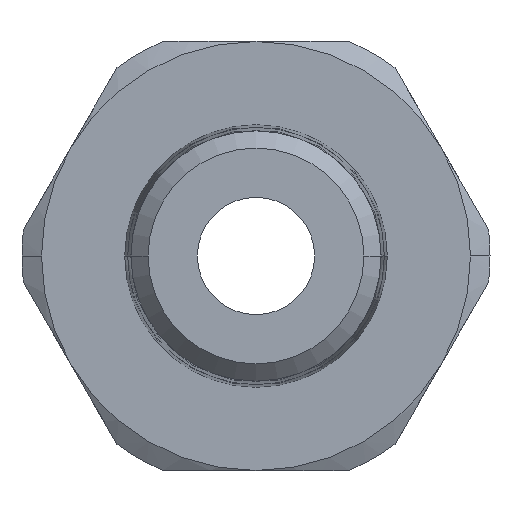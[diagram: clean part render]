
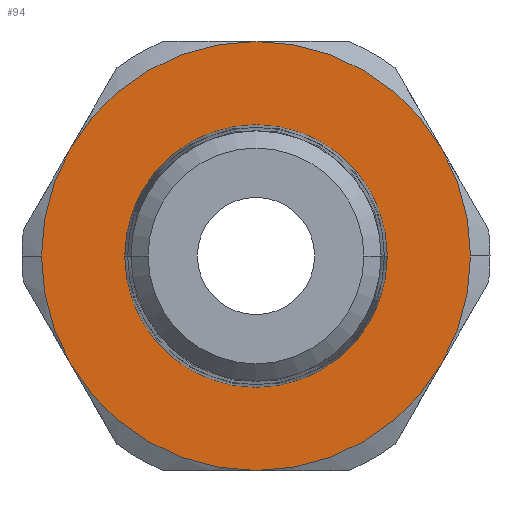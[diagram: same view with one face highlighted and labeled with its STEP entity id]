
A CAD part, front view. The second image highlights one B-rep face of the part: STEP entity #94.
In plain terms, the highlighted planar face has unit normal (0, -1, 0).
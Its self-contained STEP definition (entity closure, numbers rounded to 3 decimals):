
#94=ADVANCED_FACE('',(#211,#212),#213,.T.);
#211=FACE_BOUND('',#346,.T.);
#212=FACE_OUTER_BOUND('',#347,.T.);
#213=PLANE('',#348);
#346=EDGE_LOOP('',(#722,#723));
#347=EDGE_LOOP('',(#724,#725,#726,#727,#728,#729,#730,#731));
#348=AXIS2_PLACEMENT_3D('',#732,#733,#734);
#722=ORIENTED_EDGE('',*,*,#887,.T.);
#723=ORIENTED_EDGE('',*,*,#916,.T.);
#724=ORIENTED_EDGE('',*,*,#958,.F.);
#725=ORIENTED_EDGE('',*,*,#955,.F.);
#726=ORIENTED_EDGE('',*,*,#952,.F.);
#727=ORIENTED_EDGE('',*,*,#949,.F.);
#728=ORIENTED_EDGE('',*,*,#879,.F.);
#729=ORIENTED_EDGE('',*,*,#947,.F.);
#730=ORIENTED_EDGE('',*,*,#963,.F.);
#731=ORIENTED_EDGE('',*,*,#873,.F.);
#732=CARTESIAN_POINT('',(5.5,-25.0,0.0));
#733=DIRECTION('',(0.0,-1.0,0.0));
#734=DIRECTION('',(-1.0,0.0,0.0));
#873=EDGE_CURVE('',#1035,#1038,#1039,.T.);
#879=EDGE_CURVE('',#1048,#1044,#1050,.T.);
#887=EDGE_CURVE('',#1056,#1060,#1062,.T.);
#916=EDGE_CURVE('',#1060,#1056,#1108,.T.);
#947=EDGE_CURVE('',#1162,#1048,#1164,.T.);
#949=EDGE_CURVE('',#1044,#1166,#1167,.T.);
#952=EDGE_CURVE('',#1166,#1170,#1171,.T.);
#955=EDGE_CURVE('',#1170,#1174,#1175,.T.);
#958=EDGE_CURVE('',#1174,#1035,#1178,.T.);
#963=EDGE_CURVE('',#1038,#1162,#1183,.T.);
#1035=VERTEX_POINT('',#1291);
#1038=VERTEX_POINT('',#1295);
#1039=CIRCLE('',#1296,11.0);
#1044=VERTEX_POINT('',#1312);
#1048=VERTEX_POINT('',#1317);
#1050=CIRCLE('',#1330,11.0);
#1056=VERTEX_POINT('',#1340);
#1060=VERTEX_POINT('',#1345);
#1062=CIRCLE('',#1348,6.734);
#1108=CIRCLE('',#1403,6.734);
#1162=VERTEX_POINT('',#1467);
#1164=CIRCLE('',#1480,11.0);
#1166=VERTEX_POINT('',#1493);
#1167=CIRCLE('',#1494,11.0);
#1170=VERTEX_POINT('',#1519);
#1171=CIRCLE('',#1520,11.0);
#1174=VERTEX_POINT('',#1545);
#1175=CIRCLE('',#1546,11.0);
#1178=CIRCLE('',#1571,11.0);
#1183=CIRCLE('',#1620,11.0);
#1291=CARTESIAN_POINT('',(11.0,-25.0,0.));
#1295=CARTESIAN_POINT('',(9.526,-25.0,-5.5));
#1296=AXIS2_PLACEMENT_3D('',#1779,#1780,#1781);
#1312=CARTESIAN_POINT('',(-11.0,-25.0,0.));
#1317=CARTESIAN_POINT('',(-9.526,-25.0,-5.5));
#1330=AXIS2_PLACEMENT_3D('',#1789,#1790,#1791);
#1340=CARTESIAN_POINT('',(6.734,-25.0,0.0));
#1345=CARTESIAN_POINT('',(-6.734,-25.0,0.));
#1348=AXIS2_PLACEMENT_3D('',#1801,#1802,#1803);
#1403=AXIS2_PLACEMENT_3D('',#1870,#1871,#1872);
#1467=CARTESIAN_POINT('',(0.0,-25.0,-11.0));
#1480=AXIS2_PLACEMENT_3D('',#1940,#1941,#1942);
#1493=CARTESIAN_POINT('',(-9.526,-25.0,5.5));
#1494=AXIS2_PLACEMENT_3D('',#1943,#1944,#1945);
#1519=CARTESIAN_POINT('',(0.,-25.0,11.0));
#1520=AXIS2_PLACEMENT_3D('',#1946,#1947,#1948);
#1545=CARTESIAN_POINT('',(9.526,-25.0,5.5));
#1546=AXIS2_PLACEMENT_3D('',#1949,#1950,#1951);
#1571=AXIS2_PLACEMENT_3D('',#1952,#1953,#1954);
#1620=AXIS2_PLACEMENT_3D('',#1955,#1956,#1957);
#1779=CARTESIAN_POINT('',(0.0,-25.0,0.0));
#1780=DIRECTION('',(-0.0,1.0,0.0));
#1781=DIRECTION('',(1.0,0.0,0.0));
#1789=CARTESIAN_POINT('',(0.0,-25.0,0.0));
#1790=DIRECTION('',(-0.0,1.0,0.0));
#1791=DIRECTION('',(1.0,0.0,0.0));
#1801=CARTESIAN_POINT('',(0.0,-25.0,0.0));
#1802=DIRECTION('',(-0.0,1.0,0.0));
#1803=DIRECTION('',(1.0,0.0,0.0));
#1870=CARTESIAN_POINT('',(0.0,-25.0,0.0));
#1871=DIRECTION('',(-0.0,1.0,0.0));
#1872=DIRECTION('',(1.0,0.0,0.0));
#1940=CARTESIAN_POINT('',(0.0,-25.0,0.0));
#1941=DIRECTION('',(-0.0,1.0,0.0));
#1942=DIRECTION('',(1.0,0.0,0.0));
#1943=CARTESIAN_POINT('',(0.0,-25.0,0.0));
#1944=DIRECTION('',(-0.0,1.0,0.0));
#1945=DIRECTION('',(1.0,0.0,0.0));
#1946=CARTESIAN_POINT('',(0.0,-25.0,0.0));
#1947=DIRECTION('',(-0.0,1.0,0.0));
#1948=DIRECTION('',(1.0,0.0,0.0));
#1949=CARTESIAN_POINT('',(0.0,-25.0,0.0));
#1950=DIRECTION('',(-0.0,1.0,0.0));
#1951=DIRECTION('',(1.0,0.0,0.0));
#1952=CARTESIAN_POINT('',(0.0,-25.0,0.0));
#1953=DIRECTION('',(-0.0,1.0,0.0));
#1954=DIRECTION('',(1.0,0.0,0.0));
#1955=CARTESIAN_POINT('',(0.0,-25.0,0.0));
#1956=DIRECTION('',(-0.0,1.0,0.0));
#1957=DIRECTION('',(1.0,0.0,0.0));
